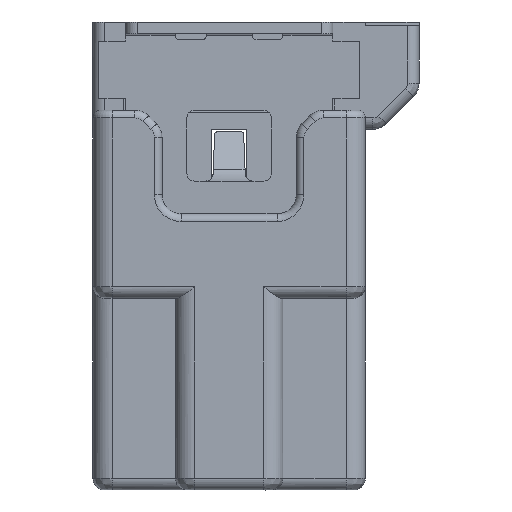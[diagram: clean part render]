
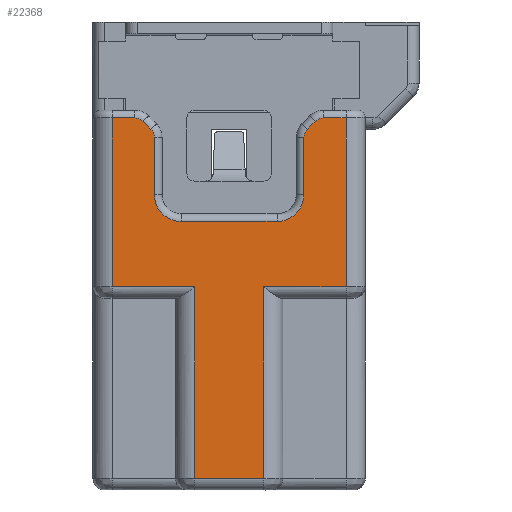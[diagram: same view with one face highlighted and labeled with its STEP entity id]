
A CAD part, left-side view. The second image highlights one B-rep face of the part: STEP entity #22368.
In plain terms, the highlighted planar face has unit normal (-1, 0, 0).
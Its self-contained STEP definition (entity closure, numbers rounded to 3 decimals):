
#6831=DIRECTION('',(0.,0.,1.));
#6832=VECTOR('',#6831,5.);
#6833=CARTESIAN_POINT('',(-6.,1.75,-9.1));
#6834=LINE('',#6833,#6832);
#6839=DIRECTION('',(0.,1.,0.));
#6840=VECTOR('',#6839,2.15);
#6841=CARTESIAN_POINT('',(-6.,1.75,-4.1));
#6842=LINE('',#6841,#6840);
#6857=DIRECTION('',(0.,0.707,-0.707));
#6858=VECTOR('',#6857,0.293);
#6859=CARTESIAN_POINT('',(-6.,-1.395,0.212));
#6860=LINE('',#6859,#6858);
#6861=CARTESIAN_POINT('',(-6.,-1.607,0.));
#6862=DIRECTION('',(-1.,0.,0.));
#6863=DIRECTION('',(0.,0.,1.));
#6864=AXIS2_PLACEMENT_3D('',#6861,#6862,#6863);
#6866=CARTESIAN_POINT('',(-6.,3.307,0.));
#6867=DIRECTION('',(-1.,0.,0.));
#6868=DIRECTION('',(0.,-0.707,0.707));
#6869=AXIS2_PLACEMENT_3D('',#6866,#6867,#6868);
#6871=DIRECTION('',(0.,0.707,0.707));
#6872=VECTOR('',#6871,0.293);
#6873=CARTESIAN_POINT('',(-6.,2.888,0.005));
#6874=LINE('',#6873,#6872);
#6875=CARTESIAN_POINT('',(-6.,3.1,-0.207));
#6876=DIRECTION('',(-1.,0.,0.));
#6877=DIRECTION('',(0.,-1.,0.));
#6878=AXIS2_PLACEMENT_3D('',#6875,#6876,#6877);
#6880=CARTESIAN_POINT('',(-6.,2.1,-1.7));
#6881=DIRECTION('',(1.,0.,0.));
#6882=DIRECTION('',(0.,0.,-1.));
#6883=AXIS2_PLACEMENT_3D('',#6880,#6881,#6882);
#6885=CARTESIAN_POINT('',(-6.,-0.4,-1.7));
#6886=DIRECTION('',(1.,0.,0.));
#6887=DIRECTION('',(0.,-1.,0.));
#6888=AXIS2_PLACEMENT_3D('',#6885,#6886,#6887);
#6890=CARTESIAN_POINT('',(-6.,-1.4,-0.207));
#6891=DIRECTION('',(-1.,0.,0.));
#6892=DIRECTION('',(0.,0.707,0.707));
#6893=AXIS2_PLACEMENT_3D('',#6890,#6891,#6892);
#6914=DIRECTION('',(0.,0.,1.));
#6915=VECTOR('',#6914,1.493);
#6916=CARTESIAN_POINT('',(-6.,-1.1,-1.7));
#6917=LINE('',#6916,#6915);
#6937=DIRECTION('',(0.,-1.,0.));
#6938=VECTOR('',#6937,2.5);
#6939=CARTESIAN_POINT('',(-6.,2.1,-2.4));
#6940=LINE('',#6939,#6938);
#6960=DIRECTION('',(0.,0.,-1.));
#6961=VECTOR('',#6960,1.493);
#6962=CARTESIAN_POINT('',(-6.,2.8,-0.207));
#6963=LINE('',#6962,#6961);
#7002=DIRECTION('',(0.,-1.,0.));
#7003=VECTOR('',#7002,0.593);
#7004=CARTESIAN_POINT('',(-6.,3.9,0.3));
#7005=LINE('',#7004,#7003);
#7029=DIRECTION('',(0.,0.,1.));
#7030=VECTOR('',#7029,4.4);
#7031=CARTESIAN_POINT('',(-6.,3.9,-4.1));
#7032=LINE('',#7031,#7030);
#9319=DIRECTION('',(0.,-1.,0.));
#9320=VECTOR('',#9319,0.593);
#9321=CARTESIAN_POINT('',(-6.,-1.607,0.3));
#9322=LINE('',#9321,#9320);
#9342=DIRECTION('',(0.,0.,-1.));
#9343=VECTOR('',#9342,4.4);
#9344=CARTESIAN_POINT('',(-6.,-2.2,0.3));
#9345=LINE('',#9344,#9343);
#9468=DIRECTION('',(0.,0.,-1.));
#9469=VECTOR('',#9468,5.);
#9470=CARTESIAN_POINT('',(-6.,-0.05,-4.1));
#9471=LINE('',#9470,#9469);
#9487=DIRECTION('',(0.,1.,0.));
#9488=VECTOR('',#9487,1.8);
#9489=CARTESIAN_POINT('',(-6.,-0.05,-9.1));
#9490=LINE('',#9489,#9488);
#9555=DIRECTION('',(0.,1.,0.));
#9556=VECTOR('',#9555,2.15);
#9557=CARTESIAN_POINT('',(-6.,-2.2,-4.1));
#9558=LINE('',#9557,#9556);
#11195=CARTESIAN_POINT('',(-6.,1.75,-4.1));
#11196=CARTESIAN_POINT('',(-6.,3.9,-4.1));
#11197=VERTEX_POINT('',#11195);
#11198=VERTEX_POINT('',#11196);
#11203=CARTESIAN_POINT('',(-6.,3.9,0.3));
#11204=VERTEX_POINT('',#11203);
#11221=CARTESIAN_POINT('',(-6.,1.75,-9.1));
#11222=VERTEX_POINT('',#11221);
#11227=CARTESIAN_POINT('',(-6.,-2.2,
-4.1));
#11228=VERTEX_POINT('',#11227);
#11229=CARTESIAN_POINT('',(-6.,-0.05,-4.1));
#11230=VERTEX_POINT('',#11229);
#11259=CARTESIAN_POINT('',(-6.,-1.607,0.3));
#11260=CARTESIAN_POINT('',(-6.,-2.2,0.3));
#11261=VERTEX_POINT('',#11259);
#11262=VERTEX_POINT('',#11260);
#11345=CARTESIAN_POINT('',(-6.,3.307,0.3));
#11346=VERTEX_POINT('',#11345);
#11349=CARTESIAN_POINT('',(-6.,3.095,0.212));
#11350=VERTEX_POINT('',#11349);
#11351=CARTESIAN_POINT('',(-6.,2.888,0.005));
#11352=VERTEX_POINT('',#11351);
#11353=CARTESIAN_POINT('',(-6.,2.8,-0.207));
#11354=VERTEX_POINT('',#11353);
#11355=CARTESIAN_POINT('',(-6.,2.8,-1.7));
#11356=VERTEX_POINT('',#11355);
#11357=CARTESIAN_POINT('',(-6.,2.1,-2.4));
#11358=VERTEX_POINT('',#11357);
#11359=CARTESIAN_POINT('',(-6.,-0.4,-2.4));
#11360=VERTEX_POINT('',#11359);
#11361=CARTESIAN_POINT('',(-6.,-1.1,-1.7));
#11362=VERTEX_POINT('',#11361);
#11363=CARTESIAN_POINT('',(-6.,-1.1,-0.207));
#11364=VERTEX_POINT('',#11363);
#11365=CARTESIAN_POINT('',(-6.,-1.188,0.005));
#11366=VERTEX_POINT('',#11365);
#11367=CARTESIAN_POINT('',(-6.,-1.395,0.212));
#11368=VERTEX_POINT('',#11367);
#11374=CARTESIAN_POINT('',(-6.,-0.05,-9.1));
#11376=VERTEX_POINT('',#11374);
#22323=CARTESIAN_POINT('',(-6.,-2.7,0.));
#22324=DIRECTION('',(-1.,0.,0.));
#22325=DIRECTION('',(0.,1.,0.));
#22326=AXIS2_PLACEMENT_3D('',#22323,#22324,#22325);
#22327=PLANE('',#22326);
#22329=ORIENTED_EDGE('',*,*,#22328,.F.);
#22331=ORIENTED_EDGE('',*,*,#22330,.F.);
#22333=ORIENTED_EDGE('',*,*,#22332,.T.);
#22335=ORIENTED_EDGE('',*,*,#22334,.T.);
#22337=ORIENTED_EDGE('',*,*,#22336,.T.);
#22339=ORIENTED_EDGE('',*,*,#22338,.T.);
#22341=ORIENTED_EDGE('',*,*,#22340,.T.);
#22342=ORIENTED_EDGE('',*,*,#22300,.T.);
#22343=ORIENTED_EDGE('',*,*,#22314,.T.);
#22345=ORIENTED_EDGE('',*,*,#22344,.T.);
#22347=ORIENTED_EDGE('',*,*,#22346,.T.);
#22349=ORIENTED_EDGE('',*,*,#22348,.F.);
#22351=ORIENTED_EDGE('',*,*,#22350,.F.);
#22353=ORIENTED_EDGE('',*,*,#22352,.F.);
#22355=ORIENTED_EDGE('',*,*,#22354,.T.);
#22357=ORIENTED_EDGE('',*,*,#22356,.F.);
#22359=ORIENTED_EDGE('',*,*,#22358,.T.);
#22361=ORIENTED_EDGE('',*,*,#22360,.F.);
#22363=ORIENTED_EDGE('',*,*,#22362,.T.);
#22365=ORIENTED_EDGE('',*,*,#22364,.F.);
#22366=EDGE_LOOP('',(#22329,#22331,#22333,#22335,#22337,#22339,#22341,#22342,
#22343,#22345,#22347,#22349,#22351,#22353,#22355,#22357,#22359,#22361,#22363,
#22365));
#22367=FACE_OUTER_BOUND('',#22366,.F.);
#6865=CIRCLE('',#6864,0.3);
#6870=CIRCLE('',#6869,0.3);
#6879=CIRCLE('',#6878,0.3);
#6884=CIRCLE('',#6883,0.7);
#6889=CIRCLE('',#6888,0.7);
#6894=CIRCLE('',#6893,0.3);
#22300=EDGE_CURVE('',#11222,#11197,#6834,.T.);
#22314=EDGE_CURVE('',#11197,#11198,#6842,.T.);
#22328=EDGE_CURVE('',#11368,#11366,#6860,.T.);
#22330=EDGE_CURVE('',#11261,#11368,#6865,.T.);
#22332=EDGE_CURVE('',#11261,#11262,#9322,.T.);
#22334=EDGE_CURVE('',#11262,#11228,#9345,.T.);
#22336=EDGE_CURVE('',#11228,#11230,#9558,.T.);
#22338=EDGE_CURVE('',#11230,#11376,#9471,.T.);
#22340=EDGE_CURVE('',#11376,#11222,#9490,.T.);
#22344=EDGE_CURVE('',#11198,#11204,#7032,.T.);
#22346=EDGE_CURVE('',#11204,#11346,#7005,.T.);
#22348=EDGE_CURVE('',#11350,#11346,#6870,.T.);
#22350=EDGE_CURVE('',#11352,#11350,#6874,.T.);
#22352=EDGE_CURVE('',#11354,#11352,#6879,.T.);
#22354=EDGE_CURVE('',#11354,#11356,#6963,.T.);
#22356=EDGE_CURVE('',#11358,#11356,#6884,.T.);
#22358=EDGE_CURVE('',#11358,#11360,#6940,.T.);
#22360=EDGE_CURVE('',#11362,#11360,#6889,.T.);
#22362=EDGE_CURVE('',#11362,#11364,#6917,.T.);
#22364=EDGE_CURVE('',#11366,#11364,#6894,.T.);
#22368=ADVANCED_FACE('',(#22367),#22327,.T.);
